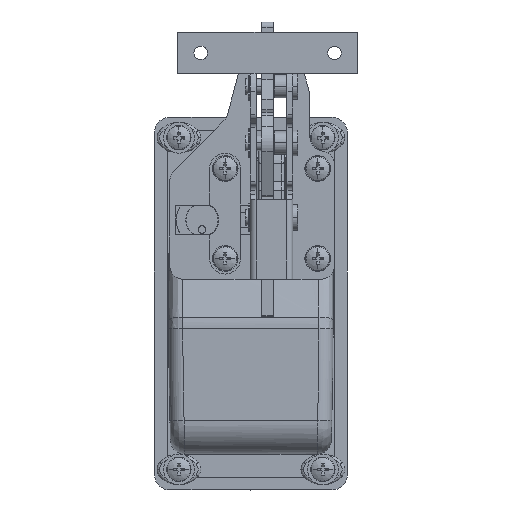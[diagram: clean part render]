
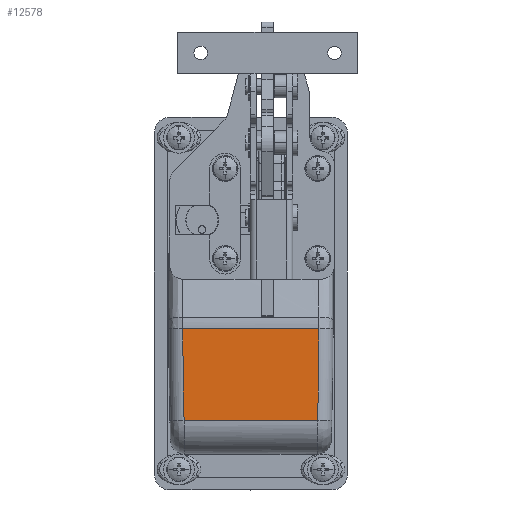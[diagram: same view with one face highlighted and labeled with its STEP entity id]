
A CAD part, front view. The second image highlights one B-rep face of the part: STEP entity #12578.
In plain terms, the highlighted planar face has unit normal (0, -1, 0).
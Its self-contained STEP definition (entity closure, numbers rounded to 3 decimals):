
#1945 = PLANE ( 'NONE',  #2760 ) ;
#1946 = CARTESIAN_POINT ( 'NONE',  ( 32., -22., 58.5 ) ) ;
#1947 = DIRECTION ( 'NONE',  ( 0., -1., 0. ) ) ;
#1948 = DIRECTION ( 'NONE',  ( 0., 0., -1. ) ) ;
#2755 = FACE_OUTER_BOUND ( 'NONE', #3628, .T. ) ;
#2760 = AXIS2_PLACEMENT_3D ( 'NONE', #1946, #1947, #1948 ) ;
#3628 = EDGE_LOOP ( 'NONE', ( #4538, #4540, #4539, #4541 ) ) ;
#4538 = ORIENTED_EDGE ( 'NONE', *, *, #4968, .F. ) ;
#4539 = ORIENTED_EDGE ( 'NONE', *, *, #4969, .T. ) ;
#4540 = ORIENTED_EDGE ( 'NONE', *, *, #4967, .T. ) ;
#4541 = ORIENTED_EDGE ( 'NONE', *, *, #4970, .T. ) ;
#4599 = VERTEX_POINT ( 'NONE', #13462 ) ;
#4600 = VERTEX_POINT ( 'NONE', #13463 ) ;
#4601 = VERTEX_POINT ( 'NONE', #13464 ) ;
#4602 = VERTEX_POINT ( 'NONE', #13465 ) ;
#4967 = EDGE_CURVE ( 'NONE', #4599, #4601, #12799, .T. ) ;
#4968 = EDGE_CURVE ( 'NONE', #4599, #4600, #15595, .T. ) ;
#4969 = EDGE_CURVE ( 'NONE', #4601, #4602, #15598, .T. ) ;
#4970 = EDGE_CURVE ( 'NONE', #4602, #4600, #12800, .T. ) ;
#12578 = ADVANCED_FACE ( 'NONE', ( #2755 ), #1945, .T. ) ;
#12799 = CIRCLE ( 'NONE', #16171, 1986.5 ) ;
#12800 = CIRCLE ( 'NONE', #16177, 1986.5 ) ;
#13462 = CARTESIAN_POINT ( 'NONE',  ( 26.476, -22., 9.795 ) ) ;
#13463 = CARTESIAN_POINT ( 'NONE',  ( -26.476, -22., 9.795 ) ) ;
#13464 = CARTESIAN_POINT ( 'NONE',  ( 25.979, -22., 45.5 ) ) ;
#13465 = CARTESIAN_POINT ( 'NONE',  ( -25.979, -22., 45.5 ) ) ;
#15579 = CARTESIAN_POINT ( 'NONE',  ( -1960., -22., 0. ) ) ;
#15592 = DIRECTION ( 'NONE',  ( 0., -1., 0. ) ) ;
#15593 = DIRECTION ( 'NONE',  ( 0., 0., -1. ) ) ;
#15594 = CARTESIAN_POINT ( 'NONE',  ( 1960., -22., 0. ) ) ;
#15595 = LINE ( 'NONE', #15596, #16178 ) ;
#15596 = CARTESIAN_POINT ( 'NONE',  ( -37., -22., 9.795 ) ) ;
#15597 = DIRECTION ( 'NONE',  ( -1., 0., 0. ) ) ;
#15598 = LINE ( 'NONE', #15599, #16179 ) ;
#15599 = CARTESIAN_POINT ( 'NONE',  ( -37., -22., 45.5 ) ) ;
#15600 = DIRECTION ( 'NONE',  ( -1., 0., 0. ) ) ;
#15601 = DIRECTION ( 'NONE',  ( 0., -1., 0. ) ) ;
#15602 = DIRECTION ( 'NONE',  ( 0., 0., -1. ) ) ;
#16171 = AXIS2_PLACEMENT_3D ( 'NONE', #15579, #15592, #15593 ) ;
#16177 = AXIS2_PLACEMENT_3D ( 'NONE', #15594, #15601, #15602 ) ;
#16178 = VECTOR ( 'NONE', #15597, 1000. ) ;
#16179 = VECTOR ( 'NONE', #15600, 1000. ) ;
